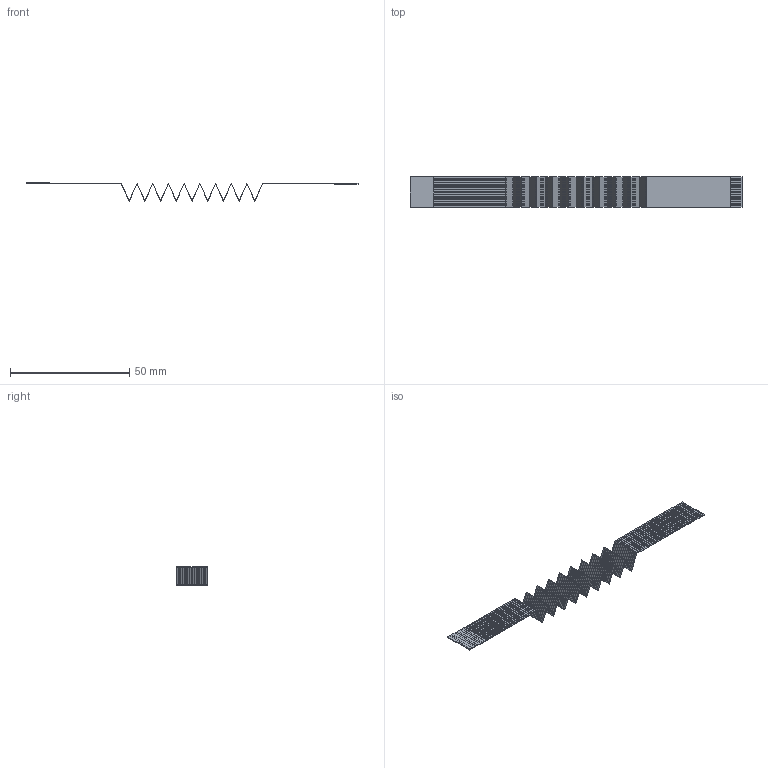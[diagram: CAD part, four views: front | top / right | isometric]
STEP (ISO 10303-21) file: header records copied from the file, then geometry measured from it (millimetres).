
FILE_DESCRIPTION(/* description */ ('Unknown'),/* implementation_level */ '2;1');
FILE_NAME(/* name */ '686712119001',/* time_stamp */ '2020-12-09T09:48:56+01:00',/* author */ ('Unknown'),/* organization */ ('Unknown'),/* preprocessor_version */ 'ST-DEVELOPER v16.7',/* originating_system */ 'DEX',/* authorisation */ $);
FILE_SCHEMA (('AUTOMOTIVE_DESIGN {1 0 10303 214 3 1 1}'));
Length unit declared in the file: millimetre
Products named in the file (2): 6867xx119001; 686712119001
Assembly tree (1 placements, depth 2):
  6867xx119001
    686712119001
Bounding box: 139.48 x 13 x 7.85 mm (x, y, z)
Volume: 264.1 mm3; surface area: 9763.3 mm2
Topology: 1 solids, 1 shells, 610 faces, 1840 edges, 1208 vertices
Faces by surface type: plane 610
Entity records: 24591 total; most frequent: ORIENTED_EDGE 3680, CARTESIAN_POINT 3660, DIRECTION 3064, EDGE_CURVE 1840, LINE 1840, VECTOR 1840, VERTEX_POINT 1208, AXIS2_PLACEMENT_3D 612
